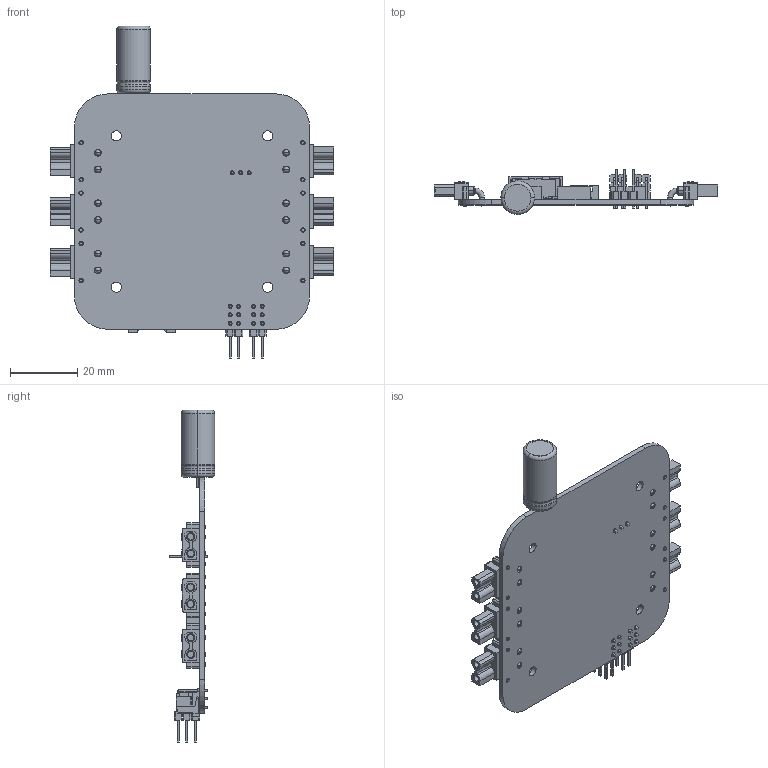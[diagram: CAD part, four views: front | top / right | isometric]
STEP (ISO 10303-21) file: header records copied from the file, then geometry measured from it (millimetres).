
FILE_DESCRIPTION((''),'2;1');
FILE_NAME('PM03D-ZHUANG_ASM','2023-06-29T17:09:53',('QGLing'),(''),'CREO PARAMETRIC BY PTC INC, 2016510','CREO PARAMETRIC BY PTC INC, 2016510','');
FILE_SCHEMA(('AUTOMOTIVE_DESIGN { 1 0 10303 214 1 1 1 1 }'));
Length unit declared in the file: millimetre
Products named in the file (8): PCB-PM03D; XT30PW-F; ZUO-WAN-SANPAI-254-2; ZUO-DANPAI-254-3PIN; DIANRONG-1000-ZHI; BM04B-WO; 5024940670; PM03D-ZHUANG_ASM
Assembly tree (13 placements, depth 2):
  PM03D-ZHUANG_ASM
    PCB-PM03D
    XT30PW-F  x6
    ZUO-WAN-SANPAI-254-2  x2
    ZUO-DANPAI-254-3PIN
    DIANRONG-1000-ZHI
    BM04B-WO
    5024940670
Bounding box: 84.2 x 13.5 x 98.76 mm (x, y, z)
Volume: 13171.5 mm3; surface area: 17575.3 mm2
Topology: 25 solids, 25 shells, 1993 faces, 5259 edges, 3436 vertices
Faces by surface type: plane 1453, cylinder 458, torus 58, sphere 24
Entity records: 47423 total; most frequent: CARTESIAN_POINT 7328, ORIENTED_EDGE 7058, DIRECTION 6705, EDGE_CURVE 3529, VECTOR 3043, LINE 3043, VERTEX_POINT 2322, AXIS2_PLACEMENT_3D 1819
